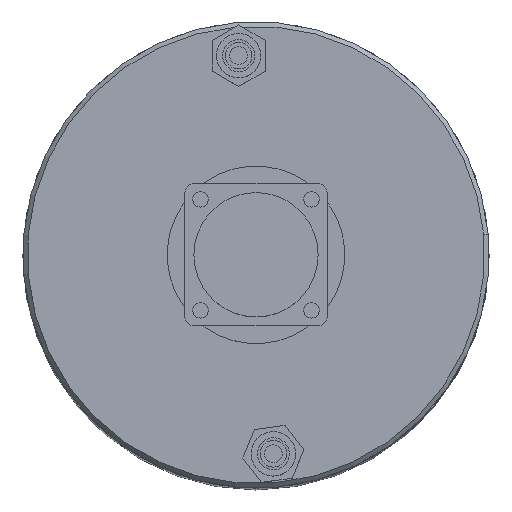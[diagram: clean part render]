
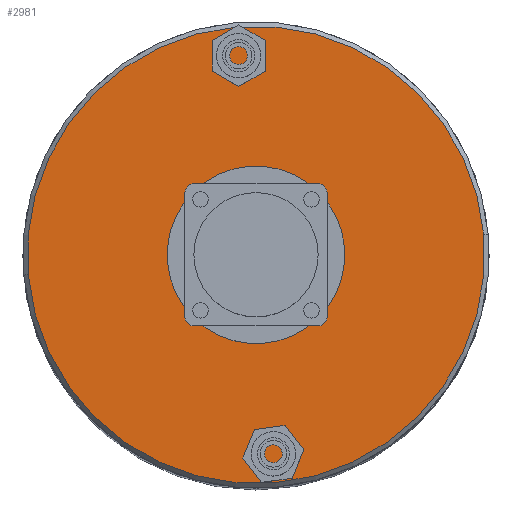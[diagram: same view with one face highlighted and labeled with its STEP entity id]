
A CAD part, top view. The second image highlights one B-rep face of the part: STEP entity #2981.
In plain terms, the highlighted face is planar.
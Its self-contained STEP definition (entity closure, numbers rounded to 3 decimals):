
#36 = EDGE_CURVE ( 'NONE', #4446, #903, #4822, .T. ) ;
#325 = EDGE_CURVE ( 'NONE', #2377, #3761, #531, .T. ) ;
#531 = CIRCLE ( 'NONE', #2857, 51.5 ) ;
#724 = AXIS2_PLACEMENT_3D ( 'NONE', #2834, #1685, #952 ) ;
#899 = DIRECTION ( 'NONE',  ( 0., 0., 1. ) ) ;
#903 = VERTEX_POINT ( 'NONE', #2250 ) ;
#952 = DIRECTION ( 'NONE',  ( 0., 0., 1. ) ) ;
#1017 = ORIENTED_EDGE ( 'NONE', *, *, #36, .F. ) ;
#1057 = AXIS2_PLACEMENT_3D ( 'NONE', #3350, #1903, #3782 ) ;
#1085 = ORIENTED_EDGE ( 'NONE', *, *, #3624, .T. ) ;
#1206 = ORIENTED_EDGE ( 'NONE', *, *, #325, .T. ) ;
#1267 = DIRECTION ( 'NONE',  ( -1., 0., 0. ) ) ;
#1521 = PLANE ( 'NONE',  #2349 ) ;
#1643 = EDGE_CURVE ( 'NONE', #903, #4446, #4756, .T. ) ;
#1685 = DIRECTION ( 'NONE',  ( -1., 0., 0. ) ) ;
#1889 = CARTESIAN_POINT ( 'NONE',  ( 2., 0., 0. ) ) ;
#1903 = DIRECTION ( 'NONE',  ( -1., 0., 0. ) ) ;
#1940 = DIRECTION ( 'NONE',  ( -1., 0., 0. ) ) ;
#2022 = CARTESIAN_POINT ( 'NONE',  ( 2., 0., 0. ) ) ;
#2171 = FACE_OUTER_BOUND ( 'NONE', #3482, .T. ) ;
#2249 = CARTESIAN_POINT ( 'NONE',  ( 2., 0., -20. ) ) ;
#2250 = CARTESIAN_POINT ( 'NONE',  ( 2., 0., 20. ) ) ;
#2324 = EDGE_LOOP ( 'NONE', ( #3008, #1017 ) ) ;
#2349 = AXIS2_PLACEMENT_3D ( 'NONE', #4126, #4908, #4190 ) ;
#2377 = VERTEX_POINT ( 'NONE', #4415 ) ;
#2737 = CARTESIAN_POINT ( 'NONE',  ( 2., 0., -51.5 ) ) ;
#2834 = CARTESIAN_POINT ( 'NONE',  ( 2., 0., 0. ) ) ;
#2857 = AXIS2_PLACEMENT_3D ( 'NONE', #2022, #1267, #899 ) ;
#2903 = FACE_BOUND ( 'NONE', #2324, .T. ) ;
#2981 = ADVANCED_FACE ( 'NONE', ( #2903, #2171 ), #1521, .F. ) ;
#3008 = ORIENTED_EDGE ( 'NONE', *, *, #1643, .F. ) ;
#3119 = AXIS2_PLACEMENT_3D ( 'NONE', #1889, #1940, #3427 ) ;
#3350 = CARTESIAN_POINT ( 'NONE',  ( 2., 0., 0. ) ) ;
#3427 = DIRECTION ( 'NONE',  ( 0., 0., 1. ) ) ;
#3482 = EDGE_LOOP ( 'NONE', ( #1085, #1206 ) ) ;
#3484 = CIRCLE ( 'NONE', #1057, 51.5 ) ;
#3624 = EDGE_CURVE ( 'NONE', #3761, #2377, #3484, .T. ) ;
#3761 = VERTEX_POINT ( 'NONE', #2737 ) ;
#3782 = DIRECTION ( 'NONE',  ( 0., 0., 1. ) ) ;
#4126 = CARTESIAN_POINT ( 'NONE',  ( 2., 51.5, 0. ) ) ;
#4190 = DIRECTION ( 'NONE',  ( 0., 0., -1. ) ) ;
#4415 = CARTESIAN_POINT ( 'NONE',  ( 2., 0., 51.5 ) ) ;
#4446 = VERTEX_POINT ( 'NONE', #2249 ) ;
#4756 = CIRCLE ( 'NONE', #3119, 20. ) ;
#4822 = CIRCLE ( 'NONE', #724, 20. ) ;
#4908 = DIRECTION ( 'NONE',  ( 1., 0., 0. ) ) ;
